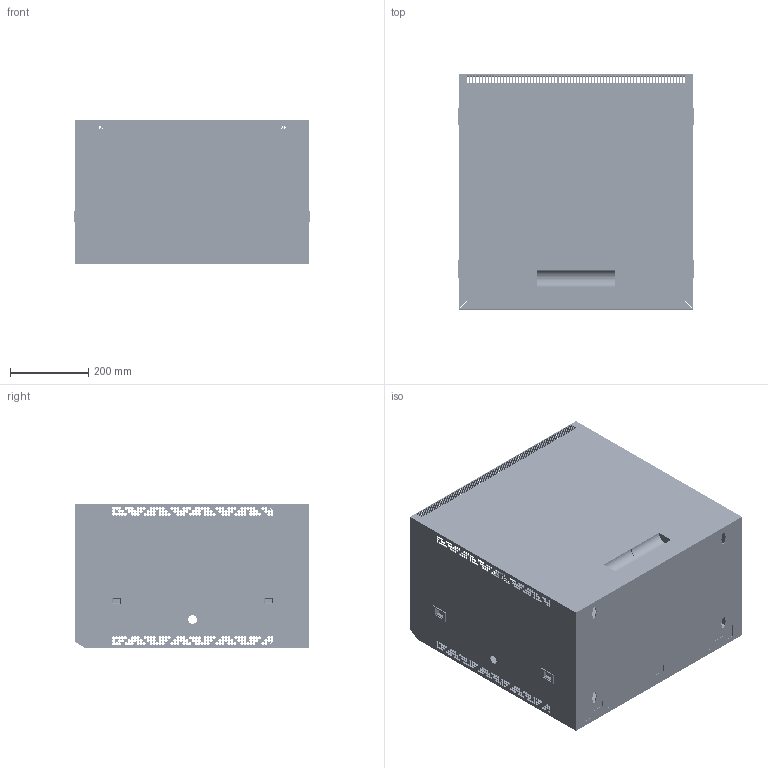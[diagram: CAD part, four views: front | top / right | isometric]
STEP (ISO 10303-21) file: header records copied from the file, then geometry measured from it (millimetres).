
FILE_DESCRIPTION (( 'STEP AP214' ), '1' );
FILE_NAME ('RP00025-6.STEP', '2018-11-27T20:13:07', ( '' ), ( '' ), 'SwSTEP 2.0', 'SolidWorks 2017', '' );
FILE_SCHEMA (( 'AUTOMOTIVE_DESIGN' ));
Length unit declared in the file: inch
Products named in the file (1): RP00025-6
Bounding box: 605.08 x 600 x 370 mm (x, y, z)
Volume: 2831722.1 mm3; surface area: 2969350.9 mm2
Topology: 23 solids, 23 shells, 3615 faces, 11246 edges, 7398 vertices
Faces by surface type: cylinder 2268, plane 1347
Entity records: 175123 total; most frequent: DIRECTION 23161, CARTESIAN_POINT 22701, ORIENTED_EDGE 22492, EDGE_CURVE 11246, AXIS2_PLACEMENT_3D 8446, VERTEX_POINT 7398, VECTOR 6269, LINE 6269
